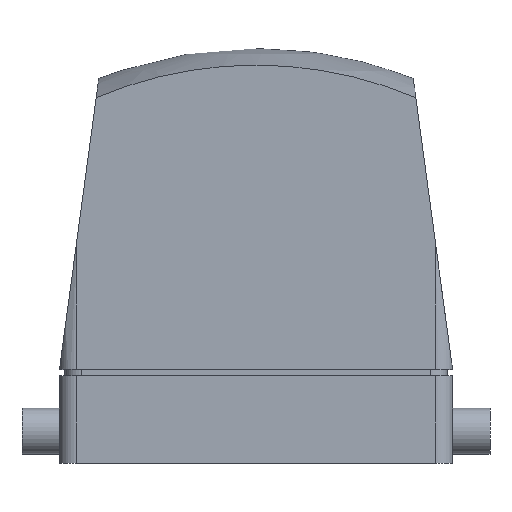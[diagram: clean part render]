
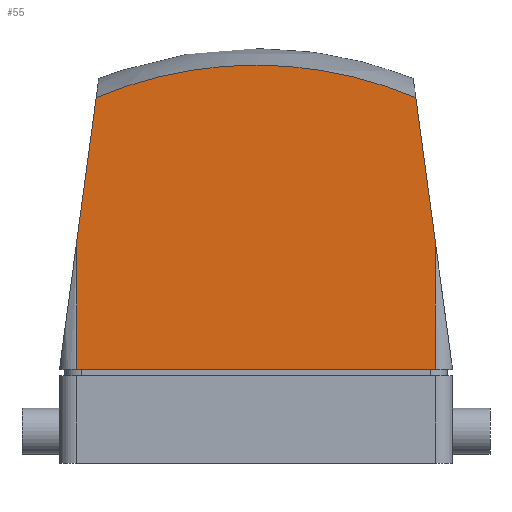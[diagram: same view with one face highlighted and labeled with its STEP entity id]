
A CAD part, top view. The second image highlights one B-rep face of the part: STEP entity #55.
In plain terms, the highlighted planar face has unit normal (0, 0, 1).
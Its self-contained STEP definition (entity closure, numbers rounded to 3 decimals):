
#55 = ADVANCED_FACE ( 'NONE', ( #668 ), #2247, .F. ) ;
#121 = EDGE_CURVE ( 'NONE', #445, #448, #764, .T. ) ;
#123 = EDGE_CURVE ( 'NONE', #441, #444, #765, .T. ) ;
#124 = EDGE_CURVE ( 'NONE', #444, #445, #1091, .T. ) ;
#127 = EDGE_CURVE ( 'NONE', #442, #446, #766, .T. ) ;
#128 = EDGE_CURVE ( 'NONE', #448, #446, #767, .T. ) ;
#129 = EDGE_CURVE ( 'NONE', #441, #442, #768, .T. ) ;
#441 = VERTEX_POINT ( 'NONE', #1438 ) ;
#442 = VERTEX_POINT ( 'NONE', #1437 ) ;
#444 = VERTEX_POINT ( 'NONE', #1446 ) ;
#445 = VERTEX_POINT ( 'NONE', #1445 ) ;
#446 = VERTEX_POINT ( 'NONE', #1443 ) ;
#448 = VERTEX_POINT ( 'NONE', #1452 ) ;
#562 = EDGE_LOOP ( 'NONE', ( #2647, #2645, #2646, #2644, #2642, #2643 ) ) ;
#668 = FACE_OUTER_BOUND ( 'NONE', #562, .T. ) ;
#764 = LINE ( 'NONE', #1583, #1092 ) ;
#765 = LINE ( 'NONE', #1803, #912 ) ;
#766 = LINE ( 'NONE', #1893, #975 ) ;
#767 = LINE ( 'NONE', #1908, #970 ) ;
#768 = LINE ( 'NONE', #1968, #966 ) ;
#912 = VECTOR ( 'NONE', #1806, 1000. ) ;
#914 = AXIS2_PLACEMENT_3D ( 'NONE', #1815, #1821, #1824 ) ;
#955 = AXIS2_PLACEMENT_3D ( 'NONE', #2246, #2245, #2244 ) ;
#966 = VECTOR ( 'NONE', #1969, 1000. ) ;
#970 = VECTOR ( 'NONE', #1933, 1000. ) ;
#975 = VECTOR ( 'NONE', #1894, 1000. ) ;
#1091 = CIRCLE ( 'NONE', #914, 76.355 ) ;
#1092 = VECTOR ( 'NONE', #1585, 1000. ) ;
#1437 = CARTESIAN_POINT ( 'NONE',  ( 3.2, 17.55, 43.5 ) ) ;
#1438 = CARTESIAN_POINT ( 'NONE',  ( 3.2, 41.187, 43.5 ) ) ;
#1443 = CARTESIAN_POINT ( 'NONE',  ( 70.3, 17.55, 43.5 ) ) ;
#1445 = CARTESIAN_POINT ( 'NONE',  ( 66.627, 68.317, 43.5 ) ) ;
#1446 = CARTESIAN_POINT ( 'NONE',  ( 6.873, 68.317, 43.5 ) ) ;
#1452 = CARTESIAN_POINT ( 'NONE',  ( 70.3, 41.187, 43.5 ) ) ;
#1583 = CARTESIAN_POINT ( 'NONE',  ( 73.5, 17.55, 43.5 ) ) ;
#1585 = DIRECTION ( 'NONE',  ( 0.134, -0.991, 0. ) ) ;
#1803 = CARTESIAN_POINT ( 'NONE',  ( 0., 17.55, 43.5 ) ) ;
#1806 = DIRECTION ( 'NONE',  ( 0.134, 0.991, 0. ) ) ;
#1815 = CARTESIAN_POINT ( 'NONE',  ( 36.75, -1.95, 43.5 ) ) ;
#1821 = DIRECTION ( 'NONE',  ( 0., 0., -1. ) ) ;
#1824 = DIRECTION ( 'NONE',  ( 1., 0., 0. ) ) ;
#1893 = CARTESIAN_POINT ( 'NONE',  ( 3.2, 17.55, 43.5 ) ) ;
#1894 = DIRECTION ( 'NONE',  ( 1., 0., 0. ) ) ;
#1908 = CARTESIAN_POINT ( 'NONE',  ( 70.3, 65.55, 43.5 ) ) ;
#1933 = DIRECTION ( 'NONE',  ( 0., -1., 0. ) ) ;
#1968 = CARTESIAN_POINT ( 'NONE',  ( 3.2, 65.55, 43.5 ) ) ;
#1969 = DIRECTION ( 'NONE',  ( 0., -1., 0. ) ) ;
#2244 = DIRECTION ( 'NONE',  ( -1., 0., 0. ) ) ;
#2245 = DIRECTION ( 'NONE',  ( 0., 0., -1. ) ) ;
#2246 = CARTESIAN_POINT ( 'NONE',  ( 3.2, 65.55, 43.5 ) ) ;
#2247 = PLANE ( 'NONE',  #955 ) ;
#2642 = ORIENTED_EDGE ( 'NONE', *, *, #128, .F. ) ;
#2643 = ORIENTED_EDGE ( 'NONE', *, *, #121, .F. ) ;
#2644 = ORIENTED_EDGE ( 'NONE', *, *, #127, .T. ) ;
#2645 = ORIENTED_EDGE ( 'NONE', *, *, #123, .F. ) ;
#2646 = ORIENTED_EDGE ( 'NONE', *, *, #129, .T. ) ;
#2647 = ORIENTED_EDGE ( 'NONE', *, *, #124, .F. ) ;
